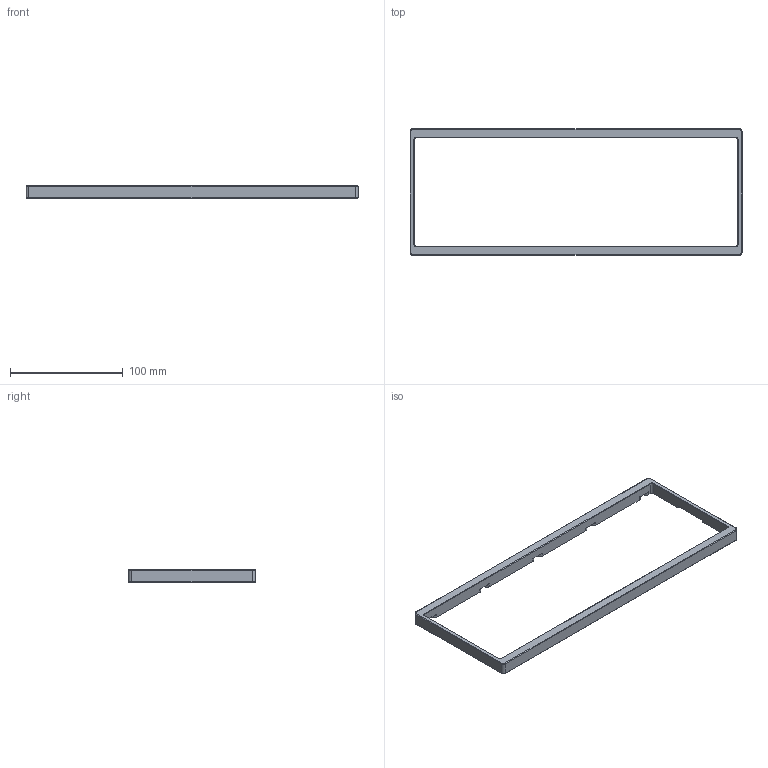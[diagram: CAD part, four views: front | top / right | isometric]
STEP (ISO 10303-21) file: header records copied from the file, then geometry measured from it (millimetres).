
FILE_DESCRIPTION(/* description */ ('','CAx-IF Rec.Pracs.---Representation and Presentation of Product Manufacturing Information (PMI)---4.0---2014-10-13'),/* implementation_level */ '2;1');
FILE_NAME(/* name */ 'ijoken-top-wk.step',/* time_stamp */ '2025-01-10T03:47:29+09:00',/* author */ (''),/* organization */ (''),/* preprocessor_version */ 'ST-DEVELOPER v20',/* originating_system */ 'Autodesk Translation Framework v13.20.0.188',/* authorisation */ '');
FILE_SCHEMA (('AP242_MANAGED_MODEL_BASED_3D_ENGINEERING_MIM_LF { 1 0 10303 442 1 1 4 }'));
Length unit declared in the file: millimetre
Products named in the file (2): Untitled; Top
Assembly tree (1 placements, depth 2):
  Untitled
    Top
Bounding box: 294.75 x 112.25 x 11 mm (x, y, z)
Volume: 58711.3 mm3; surface area: 28573.1 mm2
Topology: 1 solids, 1 shells, 124 faces, 325 edges, 203 vertices
Faces by surface type: cylinder 72, plane 23, cone 17, torus 12
Full cylindrical faces by diameter (mm): 1.6 x9, 2.1 x8
Entity records: 3816 total; most frequent: DIRECTION 718, CARTESIAN_POINT 638, ORIENTED_EDGE 616, EDGE_CURVE 308, AXIS2_PLACEMENT_3D 283, VERTEX_POINT 203, CIRCLE 156, LINE 152
